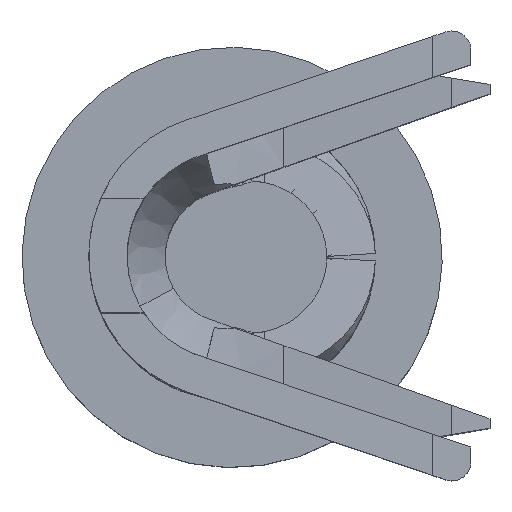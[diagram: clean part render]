
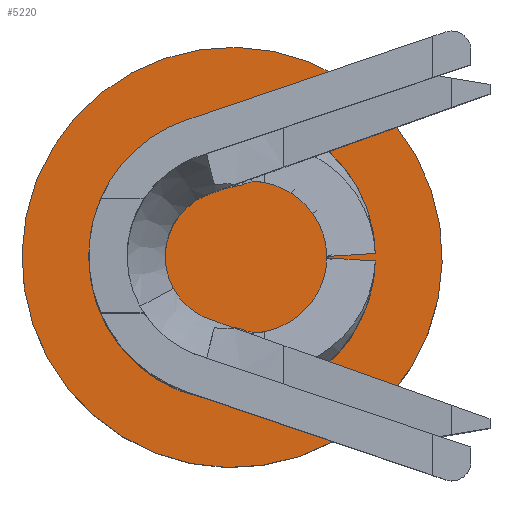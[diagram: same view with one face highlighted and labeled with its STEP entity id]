
A CAD part, top view. The second image highlights one B-rep face of the part: STEP entity #5220.
In plain terms, the highlighted planar face has unit normal (0, 0, 1).
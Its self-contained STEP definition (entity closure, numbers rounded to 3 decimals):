
#3066=AXIS2_PLACEMENT_3D('Circle Axis2P3D',#3064,#3065,$) ;
#3101=AXIS2_PLACEMENT_3D('Circle Axis2P3D',#3099,#3100,$) ;
#3269=AXIS2_PLACEMENT_3D('Circle Axis2P3D',#3267,#3268,$) ;
#4169=AXIS2_PLACEMENT_3D('Circle Axis2P3D',#4167,#4168,$) ;
#4929=AXIS2_PLACEMENT_3D('Circle Axis2P3D',#4927,#4928,$) ;
#4949=AXIS2_PLACEMENT_3D('Circle Axis2P3D',#4947,#4948,$) ;
#4985=AXIS2_PLACEMENT_3D('Circle Axis2P3D',#4983,#4984,$) ;
#5049=AXIS2_PLACEMENT_3D('Circle Axis2P3D',#5047,#5048,$) ;
#5204=AXIS2_PLACEMENT_3D('Plane Axis2P3D',#5201,#5202,#5203) ;
#3064=CARTESIAN_POINT('Axis2P3D Location',(1.1,1.177,9.3)) ;
#3068=CARTESIAN_POINT('Vertex',(1.627,0.212,9.3)) ;
#3070=CARTESIAN_POINT('Vertex',(0.573,2.143,9.3)) ;
#3099=CARTESIAN_POINT('Axis2P3D Location',(1.1,1.177,9.3)) ;
#3264=CARTESIAN_POINT('Vertex',(0.74,1.835,9.3)) ;
#3267=CARTESIAN_POINT('Axis2P3D Location',(1.1,1.177,9.3)) ;
#3271=CARTESIAN_POINT('Vertex',(1.46,0.519,9.3)) ;
#4164=CARTESIAN_POINT('Vertex',(0.617,0.914,9.3)) ;
#4167=CARTESIAN_POINT('Axis2P3D Location',(1.1,1.177,9.3)) ;
#4171=CARTESIAN_POINT('Vertex',(1.583,1.441,9.3)) ;
#4927=CARTESIAN_POINT('Axis2P3D Location',(1.1,1.177,9.3)) ;
#4931=CARTESIAN_POINT('Vertex',(1.843,1.071,9.3)) ;
#4947=CARTESIAN_POINT('Axis2P3D Location',(1.1,1.177,9.3)) ;
#4951=CARTESIAN_POINT('Vertex',(1.842,1.283,9.3)) ;
#4978=CARTESIAN_POINT('Vertex',(1.64,1.071,9.3)) ;
#4983=CARTESIAN_POINT('Axis2P3D Location',(1.1,1.177,9.3)) ;
#5037=CARTESIAN_POINT('Vertex',(1.64,1.283,9.3)) ;
#5047=CARTESIAN_POINT('Axis2P3D Location',(1.1,1.177,9.3)) ;
#5162=CARTESIAN_POINT('Line Origine',(1.741,1.071,9.3)) ;
#5188=CARTESIAN_POINT('Line Origine',(1.741,1.283,9.3)) ;
#5201=CARTESIAN_POINT('Axis2P3D Location',(1.1,0.077,9.3)) ;
#3065=DIRECTION('Axis2P3D Direction',(0.,0.,1.)) ;
#3100=DIRECTION('Axis2P3D Direction',(0.,0.,1.)) ;
#3268=DIRECTION('Axis2P3D Direction',(0.,0.,1.)) ;
#4168=DIRECTION('Axis2P3D Direction',(0.,0.,1.)) ;
#4928=DIRECTION('Axis2P3D Direction',(0.,0.,1.)) ;
#4948=DIRECTION('Axis2P3D Direction',(0.,0.,1.)) ;
#4984=DIRECTION('Axis2P3D Direction',(0.,0.,1.)) ;
#5048=DIRECTION('Axis2P3D Direction',(0.,0.,1.)) ;
#5163=DIRECTION('Vector Direction',(1.,0.,0.)) ;
#5189=DIRECTION('Vector Direction',(1.,0.,0.)) ;
#5202=DIRECTION('Axis2P3D Direction',(0.,0.,1.)) ;
#5203=DIRECTION('Axis2P3D XDirection',(1.,0.,0.)) ;
#5164=VECTOR('Line Direction',#5163,1.) ;
#5190=VECTOR('Line Direction',#5189,1.) ;
#5207=ORIENTED_EDGE('',*,*,#3103,.T.) ;
#5208=ORIENTED_EDGE('',*,*,#3072,.T.) ;
#5211=ORIENTED_EDGE('',*,*,#5051,.T.) ;
#5212=ORIENTED_EDGE('',*,*,#4173,.T.) ;
#5213=ORIENTED_EDGE('',*,*,#4987,.T.) ;
#5214=ORIENTED_EDGE('',*,*,#5166,.T.) ;
#5215=ORIENTED_EDGE('',*,*,#4933,.F.) ;
#5216=ORIENTED_EDGE('',*,*,#3273,.F.) ;
#5217=ORIENTED_EDGE('',*,*,#4953,.F.) ;
#5218=ORIENTED_EDGE('',*,*,#5192,.F.) ;
#5219=FACE_BOUND('',#5210,.T.) ;
#5220=ADVANCED_FACE('Body.5',(#5209,#5219),#5205,.T.) ;
#3067=CIRCLE('generated circle',#3066,1.1) ;
#3102=CIRCLE('generated circle',#3101,1.1) ;
#3270=CIRCLE('generated circle',#3269,0.75) ;
#4170=CIRCLE('generated circle',#4169,0.55) ;
#4930=CIRCLE('generated circle',#4929,0.75) ;
#4950=CIRCLE('generated circle',#4949,0.75) ;
#4986=CIRCLE('generated circle',#4985,0.55) ;
#5050=CIRCLE('generated circle',#5049,0.55) ;
#3072=EDGE_CURVE('',#3069,#3071,#3067,.T.) ;
#3103=EDGE_CURVE('',#3071,#3069,#3102,.T.) ;
#3273=EDGE_CURVE('',#3265,#3272,#3270,.T.) ;
#4173=EDGE_CURVE('',#4172,#4165,#4170,.T.) ;
#4933=EDGE_CURVE('',#3272,#4932,#4930,.T.) ;
#4953=EDGE_CURVE('',#4952,#3265,#4950,.T.) ;
#4987=EDGE_CURVE('',#4165,#4979,#4986,.T.) ;
#5051=EDGE_CURVE('',#5038,#4172,#5050,.T.) ;
#5166=EDGE_CURVE('',#4979,#4932,#5165,.T.) ;
#5192=EDGE_CURVE('',#5038,#4952,#5191,.T.) ;
#5206=EDGE_LOOP('',(#5207,#5208)) ;
#5210=EDGE_LOOP('',(#5211,#5212,#5213,#5214,#5215,#5216,#5217,#5218)) ;
#5209=FACE_OUTER_BOUND('',#5206,.T.) ;
#5165=LINE('Line',#5162,#5164) ;
#5191=LINE('Line',#5188,#5190) ;
#5205=PLANE('',#5204) ;
#3069=VERTEX_POINT('',#3068) ;
#3071=VERTEX_POINT('',#3070) ;
#3265=VERTEX_POINT('',#3264) ;
#3272=VERTEX_POINT('',#3271) ;
#4165=VERTEX_POINT('',#4164) ;
#4172=VERTEX_POINT('',#4171) ;
#4932=VERTEX_POINT('',#4931) ;
#4952=VERTEX_POINT('',#4951) ;
#4979=VERTEX_POINT('',#4978) ;
#5038=VERTEX_POINT('',#5037) ;
